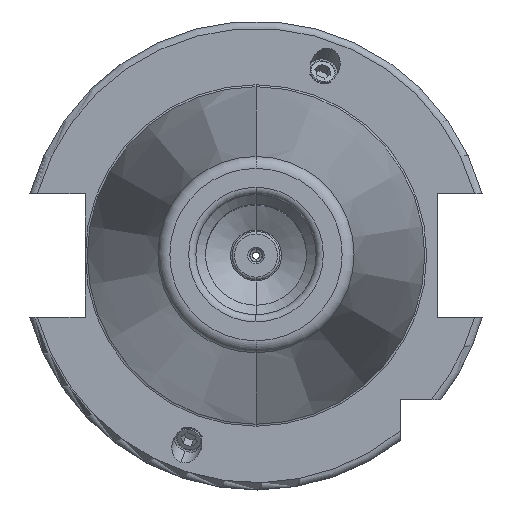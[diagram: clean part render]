
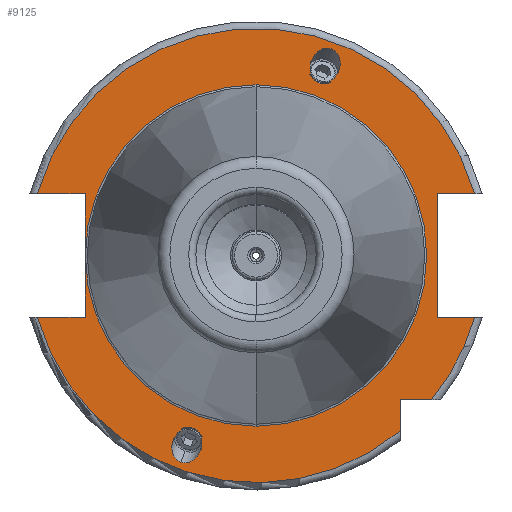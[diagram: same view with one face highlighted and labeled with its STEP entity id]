
A CAD part, top view. The second image highlights one B-rep face of the part: STEP entity #9125.
In plain terms, the highlighted planar face has unit normal (0, 0, 1).
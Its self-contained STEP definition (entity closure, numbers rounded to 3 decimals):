
#2162=CARTESIAN_POINT('',(0,0,15.9));
#2163=DIRECTION('',(0,0,1));
#2164=DIRECTION('',(0.962,0.272,0));
#2165=AXIS2_PLACEMENT_3D('',#2162,#2163,#2164);
#2213=CARTESIAN_POINT('',(0,0,15.9));
#2214=DIRECTION('',(0,0,1));
#2215=DIRECTION('',(-0.962,-0.272,0));
#2216=AXIS2_PLACEMENT_3D('',#2213,#2214,#2215);
#2232=DIRECTION('',(1,0,0));
#2233=VECTOR('',#2232,9.969);
#2234=CARTESIAN_POINT('',(-45.469,-12.85,15.9));
#2235=LINE('',#2234,#2233);
#2236=DIRECTION('',(0.,1,0));
#2237=VECTOR('',#2236,12.85);
#2238=CARTESIAN_POINT('',(-35.5,-12.85,15.9));
#2239=LINE('',#2238,#2237);
#2240=DIRECTION('',(0.,1,0));
#2241=VECTOR('',#2240,12.85);
#2242=CARTESIAN_POINT('',(-35.5,0,15.9));
#2243=LINE('',#2242,#2241);
#2244=DIRECTION('',(1,0,0));
#2245=VECTOR('',#2244,9.969);
#2246=CARTESIAN_POINT('',(-45.469,12.85,15.9));
#2247=LINE('',#2246,#2245);
#2248=DIRECTION('',(-1,0,0));
#2249=VECTOR('',#2248,7.769);
#2250=CARTESIAN_POINT('',(45.469,12.85,15.9));
#2251=LINE('',#2250,#2249);
#2252=DIRECTION('',(0,-1,0));
#2253=VECTOR('',#2252,25.7);
#2254=CARTESIAN_POINT('',(37.7,12.85,15.9));
#2255=LINE('',#2254,#2253);
#2256=DIRECTION('',(-1,0,0));
#2257=VECTOR('',#2256,7.769);
#2258=CARTESIAN_POINT('',(45.469,-12.85,15.9));
#2259=LINE('',#2258,#2257);
#2260=CARTESIAN_POINT('',(0,0,15.9));
#2261=DIRECTION('',(0,0,1));
#2262=DIRECTION('',(0.773,-0.635,0));
#2263=AXIS2_PLACEMENT_3D('',#2260,#2261,#2262);
#2265=DIRECTION('',(-1,0,0));
#2266=VECTOR('',#2265,6.504);
#2267=CARTESIAN_POINT('',(36.504,-30,15.9));
#2268=LINE('',#2267,#2266);
#2269=DIRECTION('',(0,1,0));
#2270=VECTOR('',#2269,6.504);
#2271=CARTESIAN_POINT('',(30,-36.504,15.9));
#2272=LINE('',#2271,#2270);
#2273=CARTESIAN_POINT('',(15.638,42.966,15.9));
#2274=CARTESIAN_POINT('',(15.301,43.089,15.9));
#2275=CARTESIAN_POINT('',(14.517,43.205,15.9));
#2276=CARTESIAN_POINT('',(13.205,42.774,15.9));
#2277=CARTESIAN_POINT('',(12.281,41.938,15.9));
#2278=CARTESIAN_POINT('',(11.759,41.131,15.9));
#2279=CARTESIAN_POINT('',(11.484,40.516,15.9));
#2280=CARTESIAN_POINT('',(11.299,39.867,15.9));
#2281=CARTESIAN_POINT('',(11.18,38.913,15.9));
#2282=CARTESIAN_POINT('',(11.35,37.679,15.9));
#2283=CARTESIAN_POINT('',(12.078,36.506,15.9));
#2284=CARTESIAN_POINT('',(12.754,36.091,15.9));
#2285=CARTESIAN_POINT('',(13.091,35.968,15.9));
#2287=CARTESIAN_POINT('',(13.091,35.968,15.9));
#2288=CARTESIAN_POINT('',(13.429,35.845,15.9));
#2289=CARTESIAN_POINT('',(14.213,35.729,15.9));
#2290=CARTESIAN_POINT('',(15.525,36.16,15.9));
#2291=CARTESIAN_POINT('',(16.448,36.996,15.9));
#2292=CARTESIAN_POINT('',(16.971,37.803,15.9));
#2293=CARTESIAN_POINT('',(17.246,38.418,15.9));
#2294=CARTESIAN_POINT('',(17.431,39.067,15.9));
#2295=CARTESIAN_POINT('',(17.549,40.021,15.9));
#2296=CARTESIAN_POINT('',(17.379,41.255,15.9));
#2297=CARTESIAN_POINT('',(16.651,42.428,15.9));
#2298=CARTESIAN_POINT('',(15.976,42.843,15.9));
#2299=CARTESIAN_POINT('',(15.638,42.966,15.9));
#2301=CARTESIAN_POINT('',(-15.638,-42.966,15.9));
#2302=CARTESIAN_POINT('',(-15.976,-42.843,15.9));
#2303=CARTESIAN_POINT('',(-16.651,-42.428,15.9));
#2304=CARTESIAN_POINT('',(-17.379,-41.255,15.9));
#2305=CARTESIAN_POINT('',(-17.549,-40.021,15.9));
#2306=CARTESIAN_POINT('',(-17.431,-39.067,15.9));
#2307=CARTESIAN_POINT('',(-17.246,-38.418,15.9));
#2308=CARTESIAN_POINT('',(-16.971,-37.803,15.9));
#2309=CARTESIAN_POINT('',(-16.448,-36.996,15.9));
#2310=CARTESIAN_POINT('',(-15.525,-36.16,15.9));
#2311=CARTESIAN_POINT('',(-14.213,-35.729,15.9));
#2312=CARTESIAN_POINT('',(-13.429,-35.845,15.9));
#2313=CARTESIAN_POINT('',(-13.091,-35.968,15.9));
#2315=CARTESIAN_POINT('',(-13.091,-35.968,15.9));
#2316=CARTESIAN_POINT('',(-12.754,-36.091,15.9));
#2317=CARTESIAN_POINT('',(-12.078,-36.506,15.9));
#2318=CARTESIAN_POINT('',(-11.35,-37.679,15.9));
#2319=CARTESIAN_POINT('',(-11.18,-38.913,15.9));
#2320=CARTESIAN_POINT('',(-11.299,-39.867,15.9));
#2321=CARTESIAN_POINT('',(-11.484,-40.516,15.9));
#2322=CARTESIAN_POINT('',(-11.759,-41.131,15.9));
#2323=CARTESIAN_POINT('',(-12.281,-41.938,15.9));
#2324=CARTESIAN_POINT('',(-13.205,-42.774,15.9));
#2325=CARTESIAN_POINT('',(-14.517,-43.205,15.9));
#2326=CARTESIAN_POINT('',(-15.301,-43.089,15.9));
#2327=CARTESIAN_POINT('',(-15.638,-42.966,15.9));
#2329=CARTESIAN_POINT('',(0,0,15.9));
#2330=DIRECTION('',(0,0,1));
#2331=DIRECTION('',(0,1,0));
#2332=AXIS2_PLACEMENT_3D('',#2329,#2330,#2331);
#2344=CARTESIAN_POINT('',(0,0,15.9));
#2345=DIRECTION('',(0,0,1));
#2346=DIRECTION('',(-1,0,0));
#2347=AXIS2_PLACEMENT_3D('',#2344,#2345,#2346);
#2349=CARTESIAN_POINT('',(0,0,15.9));
#2350=DIRECTION('',(0,0,-1));
#2351=DIRECTION('',(0,1,0));
#2352=AXIS2_PLACEMENT_3D('',#2349,#2350,#2351);
#5403=CARTESIAN_POINT('',(0,35.5,15.9));
#5405=VERTEX_POINT('',#5403);
#5425=CARTESIAN_POINT('',(0,-35.5,15.9));
#5427=VERTEX_POINT('',#5425);
#5573=CARTESIAN_POINT('',(-45.469,-12.85,15.9));
#5574=CARTESIAN_POINT('',(-35.5,-12.85,15.9));
#5575=VERTEX_POINT('',#5573);
#5576=VERTEX_POINT('',#5574);
#5577=CARTESIAN_POINT('',(-35.5,0,15.9));
#5578=VERTEX_POINT('',#5577);
#5579=CARTESIAN_POINT('',(-35.5,12.85,15.9));
#5580=VERTEX_POINT('',#5579);
#5581=CARTESIAN_POINT('',(-45.469,12.85,15.9));
#5582=VERTEX_POINT('',#5581);
#5583=CARTESIAN_POINT('',(37.7,12.85,15.9));
#5584=CARTESIAN_POINT('',(37.7,-12.85,15.9));
#5585=VERTEX_POINT('',#5583);
#5586=VERTEX_POINT('',#5584);
#5587=CARTESIAN_POINT('',(45.469,-12.85,15.9));
#5588=VERTEX_POINT('',#5587);
#5589=CARTESIAN_POINT('',(45.469,12.85,15.9));
#5590=VERTEX_POINT('',#5589);
#5591=CARTESIAN_POINT('',(30,-36.504,15.9));
#5592=CARTESIAN_POINT('',(30,-30,15.9));
#5593=VERTEX_POINT('',#5591);
#5594=VERTEX_POINT('',#5592);
#5595=CARTESIAN_POINT('',(36.504,-30,15.9));
#5596=VERTEX_POINT('',#5595);
#5641=VERTEX_POINT('',#2273);
#5642=VERTEX_POINT('',#2285);
#5682=CARTESIAN_POINT('',(-15.638,-42.966,15.9));
#5684=VERTEX_POINT('',#5682);
#5685=CARTESIAN_POINT('',(-13.091,-35.968,15.9));
#5686=VERTEX_POINT('',#5685);
#9086=CARTESIAN_POINT('',(0,0,15.9));
#9087=DIRECTION('',(0,0,-1));
#9088=DIRECTION('',(0,-1,0));
#9089=AXIS2_PLACEMENT_3D('',#9086,#9087,#9088);
#9090=PLANE('',#9089);
#9091=ORIENTED_EDGE('',*,*,#8465,.T.);
#9092=ORIENTED_EDGE('',*,*,#8502,.T.);
#9094=ORIENTED_EDGE('',*,*,#9093,.T.);
#9096=ORIENTED_EDGE('',*,*,#9095,.F.);
#9098=ORIENTED_EDGE('',*,*,#9097,.T.);
#9099=ORIENTED_EDGE('',*,*,#8500,.T.);
#9100=ORIENTED_EDGE('',*,*,#8536,.F.);
#9101=ORIENTED_EDGE('',*,*,#9064,.F.);
#9103=ORIENTED_EDGE('',*,*,#9102,.T.);
#9105=ORIENTED_EDGE('',*,*,#9104,.T.);
#9106=ORIENTED_EDGE('',*,*,#8612,.F.);
#9107=ORIENTED_EDGE('',*,*,#9054,.F.);
#9108=ORIENTED_EDGE('',*,*,#8669,.T.);
#9109=ORIENTED_EDGE('',*,*,#8720,.F.);
#9110=ORIENTED_EDGE('',*,*,#9080,.F.);
#9111=EDGE_LOOP('',(#9091,#9092,#9094,#9096,#9098,#9099,#9100,#9101,#9103,#9105,
#9106,#9107,#9108,#9109,#9110));
#9112=FACE_OUTER_BOUND('',#9111,.F.);
#9114=ORIENTED_EDGE('',*,*,#9113,.T.);
#9116=ORIENTED_EDGE('',*,*,#9115,.T.);
#9117=EDGE_LOOP('',(#9114,#9116));
#9118=FACE_BOUND('',#9117,.F.);
#9120=ORIENTED_EDGE('',*,*,#9119,.F.);
#9122=ORIENTED_EDGE('',*,*,#9121,.F.);
#9123=EDGE_LOOP('',(#9120,#9122));
#9124=FACE_BOUND('',#9123,.F.);
#9125=ADVANCED_FACE('',(#9112,#9118,#9124),#9090,.F.);
#2166=CIRCLE('',#2165,47.25);
#2217=CIRCLE('',#2216,47.25);
#2264=CIRCLE('',#2263,47.25);
#2286=B_SPLINE_CURVE_WITH_KNOTS('',3,(#2273,#2274,#2275,#2276,#2277,#2278,#2279,
#2280,#2281,#2282,#2283,#2284,#2285),.UNSPECIFIED.,.F.,.F.,(4,1,1,1,1,1,1,1,1,1,
4),(0,0.125,0.25,0.375,0.438,0.5,0.563,0.625,0.75,0.875,
1.0),.UNSPECIFIED.);
#2300=B_SPLINE_CURVE_WITH_KNOTS('',3,(#2287,#2288,#2289,#2290,#2291,#2292,#2293,
#2294,#2295,#2296,#2297,#2298,#2299),.UNSPECIFIED.,.F.,.F.,(4,1,1,1,1,1,1,1,1,1,
4),(0,0.125,0.25,0.375,0.438,0.5,0.563,0.625,0.75,0.875,
1.0),.UNSPECIFIED.);
#2314=B_SPLINE_CURVE_WITH_KNOTS('',3,(#2301,#2302,#2303,#2304,#2305,#2306,#2307,
#2308,#2309,#2310,#2311,#2312,#2313),.UNSPECIFIED.,.F.,.F.,(4,1,1,1,1,1,1,1,1,1,
4),(0,0.125,0.25,0.375,0.438,0.5,0.563,0.625,0.75,0.875,
1.0),.UNSPECIFIED.);
#2328=B_SPLINE_CURVE_WITH_KNOTS('',3,(#2315,#2316,#2317,#2318,#2319,#2320,#2321,
#2322,#2323,#2324,#2325,#2326,#2327),.UNSPECIFIED.,.F.,.F.,(4,1,1,1,1,1,1,1,1,1,
4),(0,0.125,0.25,0.375,0.438,0.5,0.563,0.625,0.75,0.875,
1.0),.UNSPECIFIED.);
#2333=CIRCLE('',#2332,35.5);
#2348=CIRCLE('',#2347,35.5);
#2353=CIRCLE('',#2352,35.5);
#8465=EDGE_CURVE('',#5575,#5576,#2235,.T.);
#8500=EDGE_CURVE('',#5578,#5580,#2243,.T.);
#8502=EDGE_CURVE('',#5576,#5578,#2239,.T.);
#8536=EDGE_CURVE('',#5582,#5580,#2247,.T.);
#8612=EDGE_CURVE('',#5588,#5586,#2259,.T.);
#8669=EDGE_CURVE('',#5596,#5594,#2268,.T.);
#8720=EDGE_CURVE('',#5593,#5594,#2272,.T.);
#9054=EDGE_CURVE('',#5596,#5588,#2264,.T.);
#9064=EDGE_CURVE('',#5590,#5582,#2166,.T.);
#9080=EDGE_CURVE('',#5575,#5593,#2217,.T.);
#9093=EDGE_CURVE('',#5578,#5427,#2348,.T.);
#9095=EDGE_CURVE('',#5405,#5427,#2353,.T.);
#9097=EDGE_CURVE('',#5405,#5578,#2333,.T.);
#9102=EDGE_CURVE('',#5590,#5585,#2251,.T.);
#9104=EDGE_CURVE('',#5585,#5586,#2255,.T.);
#9113=EDGE_CURVE('',#5641,#5642,#2286,.T.);
#9115=EDGE_CURVE('',#5642,#5641,#2300,.T.);
#9119=EDGE_CURVE('',#5684,#5686,#2314,.T.);
#9121=EDGE_CURVE('',#5686,#5684,#2328,.T.);
